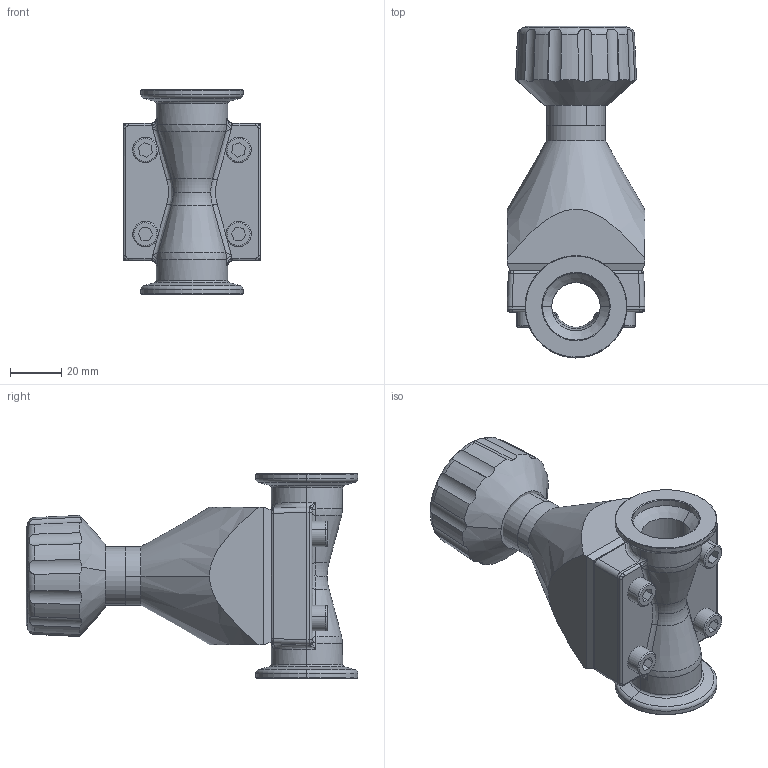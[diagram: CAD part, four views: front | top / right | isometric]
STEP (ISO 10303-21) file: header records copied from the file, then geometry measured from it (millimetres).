
FILE_DESCRIPTION (( 'STEP AP214' ), '1' );
FILE_NAME ('110VME025.step', '2017-07-10T06:55:38', ( 'install' ), ( '' ), 'SwSTEP 2.0', 'SolidWorks 2015', '' );
FILE_SCHEMA (( 'AUTOMOTIVE_DESIGN' ));
Length unit declared in the file: millimetre
Products named in the file (1): 110VME025
Bounding box: 54 x 130 x 80 mm (x, y, z)
Surface area: 37431.7 mm2 (no closed solid volume)
Topology: 0 solids, 10 shells, 246 faces, 624 edges, 373 vertices
Faces by surface type: cylinder 70, plane 62, bspline 54, cone 38, torus 22
Entity records: 16357 total; most frequent: CARTESIAN_POINT 8485, ORIENTED_EDGE 1147, DIRECTION 869, EDGE_CURVE 608, VERTEX_POINT 373, AXIS2_PLACEMENT_3D 340, B_SPLINE_CURVE_WITH_KNOTS 272, EDGE_LOOP 263
